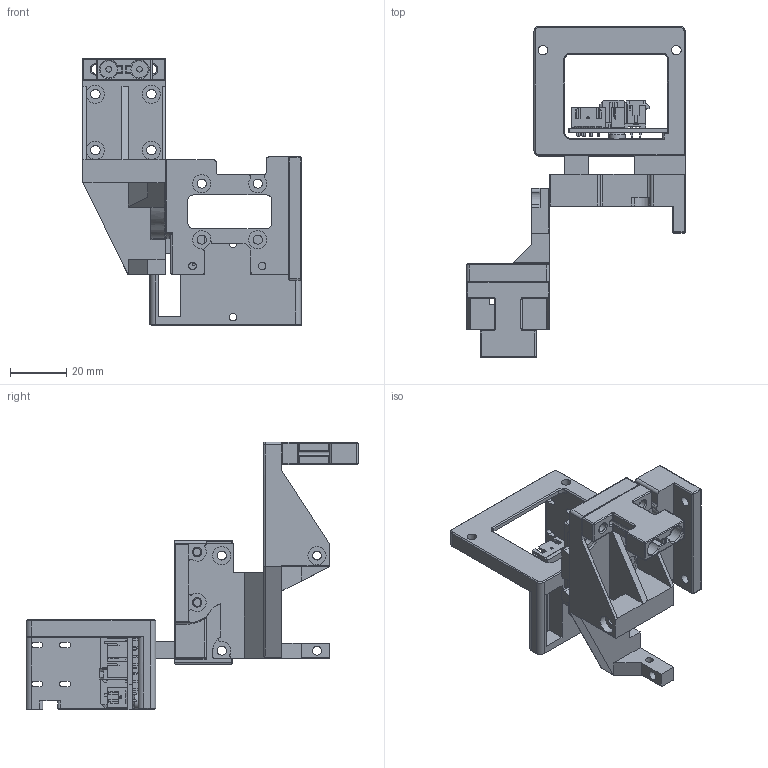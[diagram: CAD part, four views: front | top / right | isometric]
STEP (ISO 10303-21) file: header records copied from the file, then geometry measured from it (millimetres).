
FILE_DESCRIPTION(/* description */ (''),/* implementation_level */ '2;1');
FILE_NAME(/* name */ 'A-Hemera_Mount_Upper_32-B.stp',/* time_stamp */ '2020-10-28T23:12:45-07:00',/* author */ (''),/* organization */ (''),/* preprocessor_version */ 'ST-DEVELOPER v18.1',/* originating_system */ 'Autodesk Translation Framework v9.3.0.1241',/* authorisation */ '');
FILE_SCHEMA (('AUTOMOTIVE_DESIGN { 1 0 10303 214 3 1 1 }'));
Length unit declared in the file: millimetre
Products named in the file (8): Hemera Mount; carabiner_populated_vert; carabiner_empty v1; COMPOUND; JST - XH - Thru (V) - 4Pin - 2.54mm v1; 436500227 v1; JST - XH - Thru (V) - 2Pin - 2.54mm v1; Molex Micro-Fit 16pin (MicroFit) v1
Assembly tree (11 placements, depth 4):
  Hemera Mount
    carabiner_populated_vert
      carabiner_empty v1
        COMPOUND
      JST - XH - Thru (V) - 4Pin - 2.54mm v1  x2
      JST - XH - Thru (V) - 2Pin - 2.54mm v1  x4
      436500227 v1
      Molex Micro-Fit 16pin (MicroFit) v1
Bounding box: 78 x 118.56 x 95.6 mm (x, y, z)
Volume: 67622.4 mm3; surface area: 43113.6 mm2
Topology: 14 solids, 134 shells, 2834 faces, 7092 edges, 4579 vertices
Faces by surface type: plane 2261, bspline 262, cylinder 238, torus 32, sphere 21, cone 20
Full cylindrical faces by diameter (mm): 0.8 x2, 0.86 x2, 0.95 x8, 1 x8, 1.02 x16, 1.27 x2, 2 x2, 2.7 x8, 3 x2, 3.2 x10, 3.4 x14, 4 x2, 5.8 x2, 6.5 x10
Entity records: 56839 total; most frequent: CARTESIAN_POINT 12699, ORIENTED_EDGE 9254, DIRECTION 8354, EDGE_CURVE 4627, LINE 3838, VECTOR 3838, VERTEX_POINT 2979, AXIS2_PLACEMENT_3D 2258
